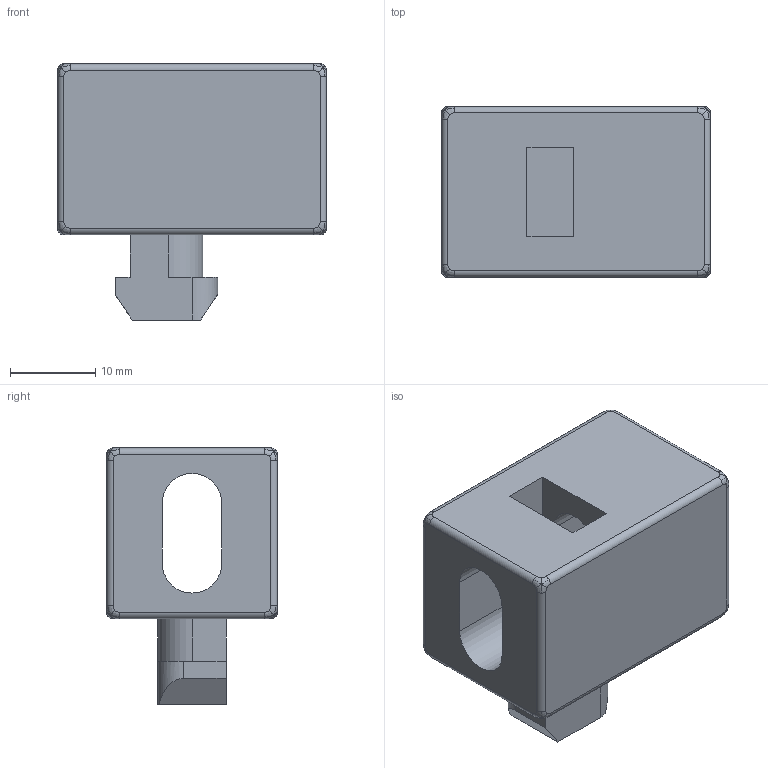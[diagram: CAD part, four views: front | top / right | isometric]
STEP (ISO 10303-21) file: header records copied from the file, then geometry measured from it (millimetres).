
FILE_DESCRIPTION(/* description */ (''),/* implementation_level */ '2;1');
FILE_NAME(/* name */ '64-080-0.step',/* time_stamp */ '2022-09-29T15:19:19-04:00',/* author */ (''),/* organization */ (''),/* preprocessor_version */ 'ST-DEVELOPER v19',/* originating_system */ 'Autodesk Translation Framework v11.7.0.108',/* authorisation */ '');
FILE_SCHEMA (('AUTOMOTIVE_DESIGN { 1 0 10303 214 3 1 1 }'));
Length unit declared in the file: millimetre
Products named in the file (1): (Unsaved)
Bounding box: 31.5 x 20 x 30 mm (x, y, z)
Volume: 9947.8 mm3; surface area: 4771.7 mm2
Topology: 1 solids, 1 shells, 94 faces, 246 edges, 156 vertices
Faces by surface type: bspline 48, plane 26, cylinder 20
Entity records: 4640 total; most frequent: CARTESIAN_POINT 2417, ORIENTED_EDGE 492, DIRECTION 406, EDGE_CURVE 246, AXIS2_PLACEMENT_3D 161, VERTEX_POINT 156, CIRCLE 112, EDGE_LOOP 100
